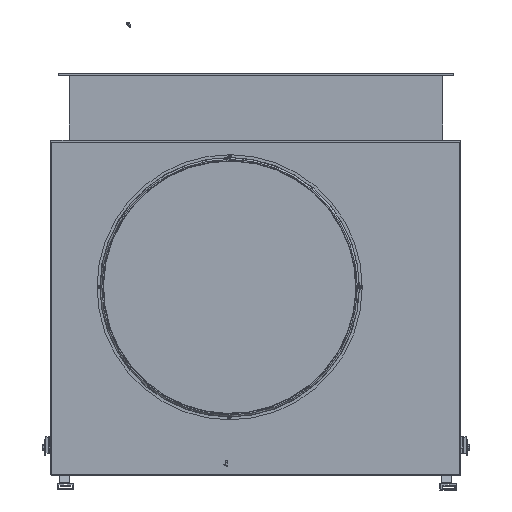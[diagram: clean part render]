
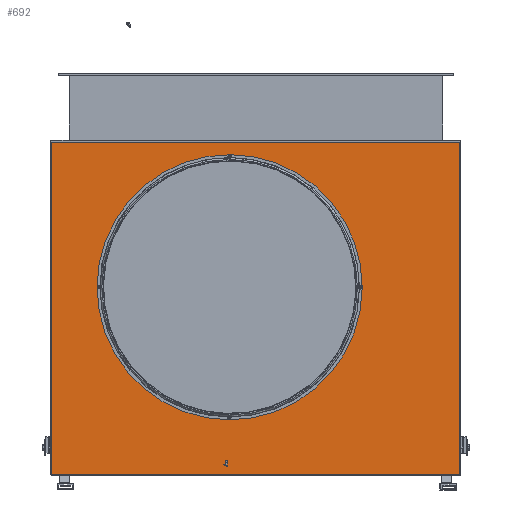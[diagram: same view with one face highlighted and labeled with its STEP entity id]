
A CAD part, front view. The second image highlights one B-rep face of the part: STEP entity #692.
In plain terms, the highlighted planar face has unit normal (0, -1, 0).
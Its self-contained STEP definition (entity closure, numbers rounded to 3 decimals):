
#692 = ADVANCED_FACE( '', ( #1305, #1306, #1307, #1308, #1309, #1310 ), #1311, .F. );
#1305 = FACE_BOUND( '', #2178, .T. );
#1306 = FACE_BOUND( '', #2179, .T. );
#1307 = FACE_BOUND( '', #2180, .T. );
#1308 = FACE_BOUND( '', #2181, .T. );
#1309 = FACE_BOUND( '', #2182, .T. );
#1310 = FACE_OUTER_BOUND( '', #2183, .T. );
#1311 = PLANE( '', #2184 );
#2178 = EDGE_LOOP( '', ( #3150 ) );
#2179 = EDGE_LOOP( '', ( #3151 ) );
#2180 = EDGE_LOOP( '', ( #3152 ) );
#2181 = EDGE_LOOP( '', ( #3153 ) );
#2182 = EDGE_LOOP( '', ( #3154 ) );
#2183 = EDGE_LOOP( '', ( #3155, #3156, #3157, #3158 ) );
#2184 = AXIS2_PLACEMENT_3D( '', #3159, #3160, #3161 );
#3150 = ORIENTED_EDGE( '', *, *, #4856, .T. );
#3151 = ORIENTED_EDGE( '', *, *, #4857, .T. );
#3152 = ORIENTED_EDGE( '', *, *, #4858, .T. );
#3153 = ORIENTED_EDGE( '', *, *, #4859, .T. );
#3154 = ORIENTED_EDGE( '', *, *, #4860, .T. );
#3155 = ORIENTED_EDGE( '', *, *, #4861, .T. );
#3156 = ORIENTED_EDGE( '', *, *, #4862, .T. );
#3157 = ORIENTED_EDGE( '', *, *, #4863, .T. );
#3158 = ORIENTED_EDGE( '', *, *, #4864, .T. );
#3159 = CARTESIAN_POINT( '', ( -158., -145.395, -9. ) );
#3160 = DIRECTION( '', ( 0., 1., 0. ) );
#3161 = DIRECTION( '', ( 0., 0., 1. ) );
#4856 = EDGE_CURVE( '', #5612, #5612, #5613, .T. );
#4857 = EDGE_CURVE( '', #5614, #5614, #5615, .T. );
#4858 = EDGE_CURVE( '', #5616, #5616, #5617, .T. );
#4859 = EDGE_CURVE( '', #5618, #5618, #5619, .T. );
#4860 = EDGE_CURVE( '', #5620, #5620, #5621, .T. );
#4861 = EDGE_CURVE( '', #5622, #5623, #5624, .F. );
#4862 = EDGE_CURVE( '', #5623, #5625, #5626, .T. );
#4863 = EDGE_CURVE( '', #5625, #5627, #5628, .T. );
#4864 = EDGE_CURVE( '', #5627, #5622, #5629, .T. );
#5612 = VERTEX_POINT( '', #6734 );
#5613 = CIRCLE( '', #6735, 2.5 );
#5614 = VERTEX_POINT( '', #6736 );
#5615 = CIRCLE( '', #6737, 2.5 );
#5616 = VERTEX_POINT( '', #6738 );
#5617 = CIRCLE( '', #6739, 2.5 );
#5618 = VERTEX_POINT( '', #6740 );
#5619 = CIRCLE( '', #6741, 2.5 );
#5620 = VERTEX_POINT( '', #6742 );
#5621 = CIRCLE( '', #6743, 315. );
#5622 = VERTEX_POINT( '', #6744 );
#5623 = VERTEX_POINT( '', #6745 );
#5624 = LINE( '', #6746, #6747 );
#5625 = VERTEX_POINT( '', #6748 );
#5626 = LINE( '', #6749, #6750 );
#5627 = VERTEX_POINT( '', #6751 );
#5628 = LINE( '', #6752, #6753 );
#5629 = LINE( '', #6754, #6755 );
#6734 = CARTESIAN_POINT( '', ( 262.149, -145.395, 469. ) );
#6735 = AXIS2_PLACEMENT_3D( '', #7948, #7949, #7950 );
#6736 = CARTESIAN_POINT( '', ( -64.991, -145.395, 141.86 ) );
#6737 = AXIS2_PLACEMENT_3D( '', #7951, #7952, #7953 );
#6738 = CARTESIAN_POINT( '', ( -392.131, -145.395, 469. ) );
#6739 = AXIS2_PLACEMENT_3D( '', #7954, #7955, #7956 );
#6740 = CARTESIAN_POINT( '', ( -64.991, -145.395, 796.14 ) );
#6741 = AXIS2_PLACEMENT_3D( '', #7957, #7958, #7959 );
#6742 = CARTESIAN_POINT( '', ( -64.991, -145.395, 784. ) );
#6743 = AXIS2_PLACEMENT_3D( '', #7960, #7961, #7962 );
#6744 = CARTESIAN_POINT( '', ( 508., -145.395, 2. ) );
#6745 = CARTESIAN_POINT( '', ( 508., -145.395, 830. ) );
#6746 = CARTESIAN_POINT( '', ( 508., -145.395, -9. ) );
#6747 = VECTOR( '', #7963, 1000. );
#6748 = CARTESIAN_POINT( '', ( -508., -145.395, 830. ) );
#6749 = CARTESIAN_POINT( '', ( 0., -145.395, 830. ) );
#6750 = VECTOR( '', #7964, 1000. );
#6751 = CARTESIAN_POINT( '', ( -508., -145.395, 2. ) );
#6752 = CARTESIAN_POINT( '', ( -508., -145.395, -9. ) );
#6753 = VECTOR( '', #7965, 1000. );
#6754 = CARTESIAN_POINT( '', ( -158., -145.395, 2. ) );
#6755 = VECTOR( '', #7966, 1000. );
#7948 = CARTESIAN_POINT( '', ( 259.649, -145.395, 469. ) );
#7949 = DIRECTION( '', ( 0., 1., 0. ) );
#7950 = DIRECTION( '', ( 1., 0., 0. ) );
#7951 = CARTESIAN_POINT( '', ( -64.991, -145.395, 144.36 ) );
#7952 = DIRECTION( '', ( 0., 1., 0. ) );
#7953 = DIRECTION( '', ( 0., 0., -1. ) );
#7954 = CARTESIAN_POINT( '', ( -389.631, -145.395, 469. ) );
#7955 = DIRECTION( '', ( 0., 1., 0. ) );
#7956 = DIRECTION( '', ( -1., 0., 0. ) );
#7957 = CARTESIAN_POINT( '', ( -64.991, -145.395, 793.64 ) );
#7958 = DIRECTION( '', ( 0., 1., 0. ) );
#7959 = DIRECTION( '', ( 0., 0., 1. ) );
#7960 = CARTESIAN_POINT( '', ( -64.991, -145.395, 469. ) );
#7961 = DIRECTION( '', ( 0., 1., 0. ) );
#7962 = DIRECTION( '', ( 0., 0., 1. ) );
#7963 = DIRECTION( '', ( 0., 0., -1. ) );
#7964 = DIRECTION( '', ( -1., 0., 0. ) );
#7965 = DIRECTION( '', ( 0., 0., -1. ) );
#7966 = DIRECTION( '', ( 1., 0., 0. ) );
